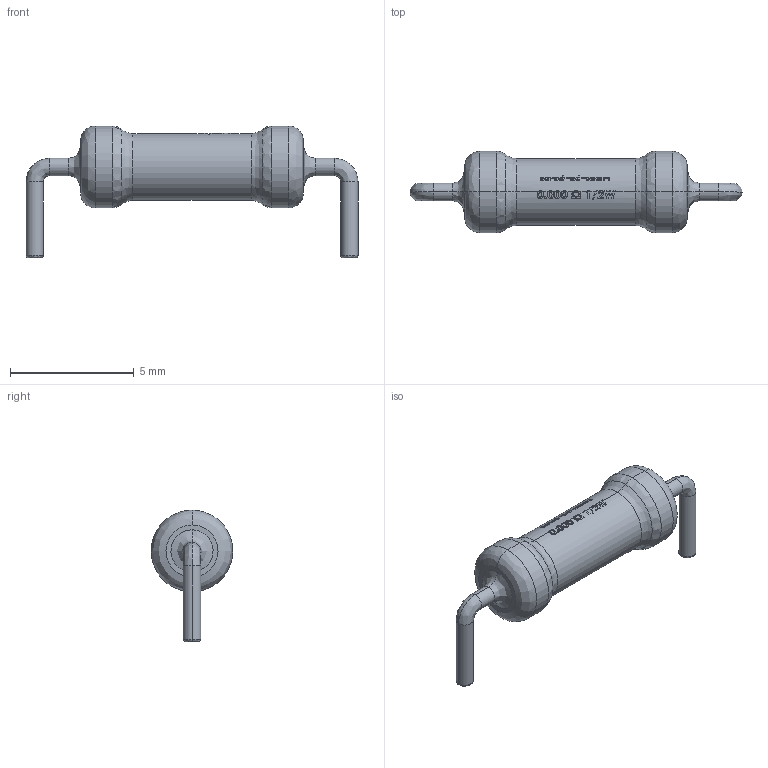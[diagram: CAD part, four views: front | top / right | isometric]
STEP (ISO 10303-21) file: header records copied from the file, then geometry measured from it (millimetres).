
FILE_DESCRIPTION (( 'STEP AP214' ), '1' );
FILE_NAME ('User Library-Res50 0.5W SilCoat.STEP', '2020-02-25T08:06:16', ( '' ), ( '' ), 'SwSTEP 2.0', 'SolidWorks 2019', '' );
FILE_SCHEMA (( 'AUTOMOTIVE_DESIGN' ));
Length unit declared in the file: millimetre
Products named in the file (1): User Library-Res50 0.5W SilCoat
Bounding box: 13.4 x 3.3 x 5.32 mm (x, y, z)
Volume: 63.9 mm3; surface area: 117.8 mm2
Topology: 1 solids, 1 shells, 265 faces, 694 edges, 452 vertices
Faces by surface type: plane 128, bspline 82, cylinder 55
Entity records: 14337 total; most frequent: CARTESIAN_POINT 5412, ORIENTED_EDGE 1388, DIRECTION 1028, EDGE_CURVE 694, VERTEX_POINT 452, AXIS2_PLACEMENT_3D 344, LINE 340, VECTOR 340
